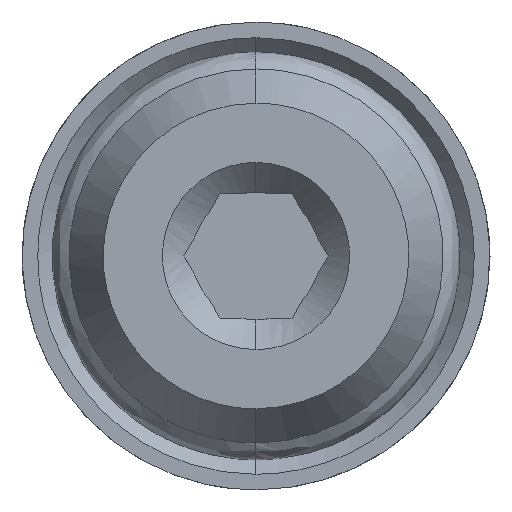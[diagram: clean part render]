
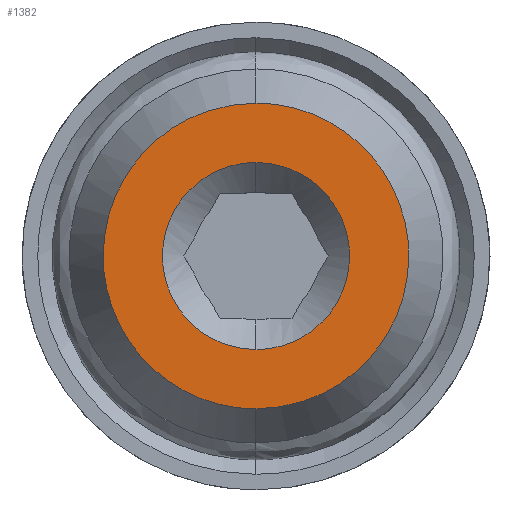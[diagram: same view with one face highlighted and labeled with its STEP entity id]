
A CAD part, front view. The second image highlights one B-rep face of the part: STEP entity #1382.
In plain terms, the highlighted free-form (B-spline) face has degree [1, 1] with [2, 2] control points.
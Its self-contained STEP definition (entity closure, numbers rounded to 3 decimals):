
#5 = CARTESIAN_POINT ( 'NONE',  ( 2.4, 0., -1.843 ) ) ;
#18 = CARTESIAN_POINT ( 'NONE',  ( 0., 0., -3. ) ) ;
#72 = CARTESIAN_POINT ( 'NONE',  ( -4.959, 0., -4.959 ) ) ;
#82 = VERTEX_POINT ( 'NONE', #1466 ) ;
#88 = CARTESIAN_POINT ( 'NONE',  ( -3.01, 0., 3.92 ) ) ;
#99 = CARTESIAN_POINT ( 'NONE',  ( -4.773, 0., -1.281 ) ) ;
#175 = CARTESIAN_POINT ( 'NONE',  ( 3.01, 0., -3.92 ) ) ;
#186 = B_SPLINE_CURVE_WITH_KNOTS ( 'NONE', 3,
 ( #937, #1268, #608, #1550, #3107, #1239, #2810, #922, #3401, #1535, #3719, #1852, #5, #3418, #950, #3731, #1869, #18 ),
 .UNSPECIFIED., .F., .F.,
 ( 4, 2, 2, 2, 2, 2, 2, 2, 4 ),
 ( 0., 0.393, 0.785, 1.178, 1.571, 1.963, 2.356, 2.749, 3.142 ),
 .UNSPECIFIED. ) ;
#258 = ORIENTED_EDGE ( 'NONE', *, *, #3650, .T. ) ;
#350 = CARTESIAN_POINT ( 'NONE',  ( -1.281, 0., 4.773 ) ) ;
#361 = CARTESIAN_POINT ( 'NONE',  ( 0., 0., 4.9 ) ) ;
#486 = CARTESIAN_POINT ( 'NONE',  ( 2.47, 0., 4.281 ) ) ;
#501 = CARTESIAN_POINT ( 'NONE',  ( 1.281, 0., -4.773 ) ) ;
#515 = CARTESIAN_POINT ( 'NONE',  ( -3., 0., -0.394 ) ) ;
#530 = CARTESIAN_POINT ( 'NONE',  ( -1.512, 0., 2.621 ) ) ;
#586 = B_SPLINE_CURVE_WITH_KNOTS ( 'NONE', 3,
 ( #3272, #3890, #3336, #1130, #3968, #1470, #3614, #1752, #515, #2415, #1774, #3944, #1441, #1142, #530, #1787, #3954, #3292 ),
 .UNSPECIFIED., .F., .F.,
 ( 4, 2, 2, 2, 2, 2, 2, 2, 4 ),
 ( 0., 0.393, 0.785, 1.178, 1.571, 1.963, 2.356, 2.749, 3.142 ),
 .UNSPECIFIED. ) ;
#608 = CARTESIAN_POINT ( 'NONE',  ( 0.784, 0., 2.922 ) ) ;
#609 = ORIENTED_EDGE ( 'NONE', *, *, #974, .T. ) ;
#652 = CARTESIAN_POINT ( 'NONE',  ( 4.959, 0., 4.959 ) ) ;
#711 = CARTESIAN_POINT ( 'NONE',  ( 0., 0., 3. ) ) ;
#818 = CARTESIAN_POINT ( 'NONE',  ( 0., 0., 4.9 ) ) ;
#922 = CARTESIAN_POINT ( 'NONE',  ( 2.922, 0., 0.784 ) ) ;
#937 = CARTESIAN_POINT ( 'NONE',  ( 0., 0., 3. ) ) ;
#950 = CARTESIAN_POINT ( 'NONE',  ( 1.512, 0., -2.621 ) ) ;
#974 = EDGE_CURVE ( 'NONE', #3557, #3261, #586, .T. ) ;
#1031 = CARTESIAN_POINT ( 'NONE',  ( -3.92, 0., -3.01 ) ) ;
#1130 = CARTESIAN_POINT ( 'NONE',  ( -1.512, 0., -2.621 ) ) ;
#1141 = CARTESIAN_POINT ( 'NONE',  ( 4.9, 0., 0.643 ) ) ;
#1142 = CARTESIAN_POINT ( 'NONE',  ( -1.843, 0., 2.4 ) ) ;
#1202 = EDGE_LOOP ( 'NONE', ( #3312, #609 ) ) ;
#1239 = CARTESIAN_POINT ( 'NONE',  ( 2.4, 0., 1.843 ) ) ;
#1268 = CARTESIAN_POINT ( 'NONE',  ( 0.394, 0., 3. ) ) ;
#1303 = CARTESIAN_POINT ( 'NONE',  ( 4.959, 0., -4.959 ) ) ;
#1319 = CARTESIAN_POINT ( 'NONE',  ( -4.9, 0., 0.643 ) ) ;
#1382 = ADVANCED_FACE ( 'NONE', ( #3966, #2580 ), #3559, .T. ) ;
#1400 = ORIENTED_EDGE ( 'NONE', *, *, #1530, .T. ) ;
#1440 = CARTESIAN_POINT ( 'NONE',  ( 4.773, 0., 1.281 ) ) ;
#1441 = CARTESIAN_POINT ( 'NONE',  ( -2.4, 0., 1.843 ) ) ;
#1466 = CARTESIAN_POINT ( 'NONE',  ( 0., 0., -4.9 ) ) ;
#1470 = CARTESIAN_POINT ( 'NONE',  ( -2.4, 0., -1.843 ) ) ;
#1530 = EDGE_CURVE ( 'NONE', #3818, #82, #1802, .T. ) ;
#1535 = CARTESIAN_POINT ( 'NONE',  ( 3., 0., -0.394 ) ) ;
#1550 = CARTESIAN_POINT ( 'NONE',  ( 1.512, 0., 2.621 ) ) ;
#1734 = CARTESIAN_POINT ( 'NONE',  ( 0., 0., -4.9 ) ) ;
#1752 = CARTESIAN_POINT ( 'NONE',  ( -2.922, 0., -0.784 ) ) ;
#1774 = CARTESIAN_POINT ( 'NONE',  ( -2.922, 0., 0.784 ) ) ;
#1787 = CARTESIAN_POINT ( 'NONE',  ( -0.784, 0., 2.922 ) ) ;
#1802 = B_SPLINE_CURVE_WITH_KNOTS ( 'NONE', 3,
 ( #361, #3464, #350, #1942, #88, #2879, #3182, #3521, #1319, #3808, #99, #2895, #1031, #3867, #3533, #2914, #3881, #2640 ),
 .UNSPECIFIED., .F., .F.,
 ( 4, 2, 2, 2, 2, 2, 2, 2, 4 ),
 ( 0., 0.393, 0.785, 1.178, 1.571, 1.963, 2.356, 2.749, 3.142 ),
 .UNSPECIFIED. ) ;
#1852 = CARTESIAN_POINT ( 'NONE',  ( 2.621, 0., -1.512 ) ) ;
#1869 = CARTESIAN_POINT ( 'NONE',  ( 0.394, 0., -3. ) ) ;
#1942 = CARTESIAN_POINT ( 'NONE',  ( -2.47, 0., 4.281 ) ) ;
#2062 = CARTESIAN_POINT ( 'NONE',  ( 0.643, 0., -4.9 ) ) ;
#2095 = CARTESIAN_POINT ( 'NONE',  ( 3.01, 0., 3.92 ) ) ;
#2112 = B_SPLINE_CURVE_WITH_KNOTS ( 'NONE', 3,
 ( #1734, #2062, #501, #2664, #175, #2370, #3902, #2971, #3932, #1141, #1440, #2692, #3880, #2095, #486, #2678, #2358, #818 ),
 .UNSPECIFIED., .F., .F.,
 ( 4, 2, 2, 2, 2, 2, 2, 2, 4 ),
 ( 0., 0.393, 0.785, 1.178, 1.571, 1.963, 2.356, 2.749, 3.142 ),
 .UNSPECIFIED. ) ;
#2358 = CARTESIAN_POINT ( 'NONE',  ( 0.643, 0., 4.9 ) ) ;
#2370 = CARTESIAN_POINT ( 'NONE',  ( 3.92, 0., -3.01 ) ) ;
#2379 = EDGE_LOOP ( 'NONE', ( #1400, #258 ) ) ;
#2415 = CARTESIAN_POINT ( 'NONE',  ( -3., 0., 0.394 ) ) ;
#2548 = CARTESIAN_POINT ( 'NONE',  ( -4.959, 0., 4.959 ) ) ;
#2580 = FACE_OUTER_BOUND ( 'NONE', #2379, .T. ) ;
#2640 = CARTESIAN_POINT ( 'NONE',  ( 0., 0., -4.9 ) ) ;
#2664 = CARTESIAN_POINT ( 'NONE',  ( 2.47, 0., -4.281 ) ) ;
#2678 = CARTESIAN_POINT ( 'NONE',  ( 1.281, 0., 4.773 ) ) ;
#2692 = CARTESIAN_POINT ( 'NONE',  ( 4.281, 0., 2.47 ) ) ;
#2810 = CARTESIAN_POINT ( 'NONE',  ( 2.621, 0., 1.512 ) ) ;
#2871 = CARTESIAN_POINT ( 'NONE',  ( 0., 0., 4.9 ) ) ;
#2879 = CARTESIAN_POINT ( 'NONE',  ( -3.92, 0., 3.01 ) ) ;
#2895 = CARTESIAN_POINT ( 'NONE',  ( -4.281, 0., -2.47 ) ) ;
#2914 = CARTESIAN_POINT ( 'NONE',  ( -1.281, 0., -4.773 ) ) ;
#2971 = CARTESIAN_POINT ( 'NONE',  ( 4.773, 0., -1.281 ) ) ;
#3107 = CARTESIAN_POINT ( 'NONE',  ( 1.843, 0., 2.4 ) ) ;
#3182 = CARTESIAN_POINT ( 'NONE',  ( -4.281, 0., 2.47 ) ) ;
#3261 = VERTEX_POINT ( 'NONE', #711 ) ;
#3272 = CARTESIAN_POINT ( 'NONE',  ( 0., 0., -3. ) ) ;
#3292 = CARTESIAN_POINT ( 'NONE',  ( 0., 0., 3. ) ) ;
#3312 = ORIENTED_EDGE ( 'NONE', *, *, #3941, .T. ) ;
#3336 = CARTESIAN_POINT ( 'NONE',  ( -0.784, 0., -2.922 ) ) ;
#3401 = CARTESIAN_POINT ( 'NONE',  ( 3., 0., 0.394 ) ) ;
#3418 = CARTESIAN_POINT ( 'NONE',  ( 1.843, 0., -2.4 ) ) ;
#3464 = CARTESIAN_POINT ( 'NONE',  ( -0.643, 0., 4.9 ) ) ;
#3521 = CARTESIAN_POINT ( 'NONE',  ( -4.773, 0., 1.281 ) ) ;
#3533 = CARTESIAN_POINT ( 'NONE',  ( -2.47, 0., -4.281 ) ) ;
#3557 = VERTEX_POINT ( 'NONE', #3771 ) ;
#3559 = B_SPLINE_SURFACE_WITH_KNOTS ( 'NONE', 1, 1, ( 
 ( #2548, #652 ),
 ( #72, #1303 ) ),
 .UNSPECIFIED., .F., .F., .F.,
 ( 2, 2 ),
 ( 2, 2 ),
 ( 0., 1. ),
 ( 0., 1. ),
 .UNSPECIFIED. ) ;
#3614 = CARTESIAN_POINT ( 'NONE',  ( -2.621, 0., -1.512 ) ) ;
#3650 = EDGE_CURVE ( 'NONE', #82, #3818, #2112, .T. ) ;
#3719 = CARTESIAN_POINT ( 'NONE',  ( 2.922, 0., -0.784 ) ) ;
#3731 = CARTESIAN_POINT ( 'NONE',  ( 0.784, 0., -2.922 ) ) ;
#3771 = CARTESIAN_POINT ( 'NONE',  ( 0., 0., -3. ) ) ;
#3808 = CARTESIAN_POINT ( 'NONE',  ( -4.9, 0., -0.643 ) ) ;
#3818 = VERTEX_POINT ( 'NONE', #2871 ) ;
#3867 = CARTESIAN_POINT ( 'NONE',  ( -3.01, 0., -3.92 ) ) ;
#3880 = CARTESIAN_POINT ( 'NONE',  ( 3.92, 0., 3.01 ) ) ;
#3881 = CARTESIAN_POINT ( 'NONE',  ( -0.643, 0., -4.9 ) ) ;
#3890 = CARTESIAN_POINT ( 'NONE',  ( -0.394, 0., -3. ) ) ;
#3902 = CARTESIAN_POINT ( 'NONE',  ( 4.281, 0., -2.47 ) ) ;
#3932 = CARTESIAN_POINT ( 'NONE',  ( 4.9, 0., -0.643 ) ) ;
#3941 = EDGE_CURVE ( 'NONE', #3261, #3557, #186, .T. ) ;
#3944 = CARTESIAN_POINT ( 'NONE',  ( -2.621, 0., 1.512 ) ) ;
#3954 = CARTESIAN_POINT ( 'NONE',  ( -0.394, 0., 3. ) ) ;
#3966 = FACE_BOUND ( 'NONE', #1202, .T. ) ;
#3968 = CARTESIAN_POINT ( 'NONE',  ( -1.843, 0., -2.4 ) ) ;
